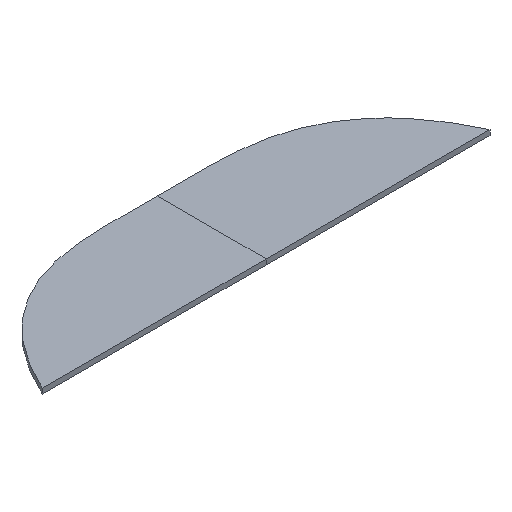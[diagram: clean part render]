
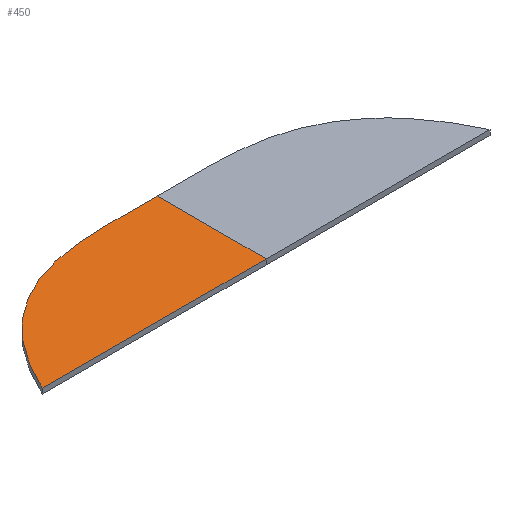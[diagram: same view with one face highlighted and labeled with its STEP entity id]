
A CAD part, isometric view. The second image highlights one B-rep face of the part: STEP entity #450.
In plain terms, the highlighted planar face has unit normal (0, 0, 1).
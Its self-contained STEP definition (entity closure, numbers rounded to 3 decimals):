
#42=CARTESIAN_POINT('',(-19.798,42.,2.));
#43=VERTEX_POINT('',#42);
#50=CARTESIAN_POINT('',(0.,42.,2.));
#51=VERTEX_POINT('',#50);
#52=CARTESIAN_POINT('',(0.,42.,2.));
#53=DIRECTION('',(-1.,0.,0.));
#54=VECTOR('',#53,19.798);
#55=LINE('',#52,#54);
#56=EDGE_CURVE('',#51,#43,#55,.T.);
#81=CARTESIAN_POINT('',(0.,0.,2.));
#82=VERTEX_POINT('',#81);
#83=CARTESIAN_POINT('',(0.,0.,2.));
#84=DIRECTION('',(0.,1.,0.));
#85=VECTOR('',#84,42.);
#86=LINE('',#83,#85);
#87=EDGE_CURVE('',#82,#51,#86,.T.);
#112=CARTESIAN_POINT('',(-86.332,-0.,2.));
#113=VERTEX_POINT('',#112);
#114=CARTESIAN_POINT('',(0.,0.,2.));
#115=DIRECTION('',(-1.,0.,0.));
#116=VECTOR('',#115,86.332);
#117=LINE('',#114,#116);
#118=EDGE_CURVE('',#82,#113,#117,.T.);
#205=CARTESIAN_POINT('',(-66.542,27.326,2.));
#206=VERTEX_POINT('',#205);
#207=CARTESIAN_POINT('',(-86.332,-0.,2.));
#208=CARTESIAN_POINT('',(-86.032,0.643,2.));
#209=CARTESIAN_POINT('',(-85.733,1.287,2.));
#210=CARTESIAN_POINT('',(-85.426,1.926,2.));
#211=CARTESIAN_POINT('',(-85.118,2.566,2.));
#212=CARTESIAN_POINT('',(-84.805,3.202,2.));
#213=CARTESIAN_POINT('',(-84.484,3.835,2.));
#214=CARTESIAN_POINT('',(-83.842,5.101,2.));
#215=CARTESIAN_POINT('',(-83.174,6.352,2.));
#216=CARTESIAN_POINT('',(-82.476,7.587,2.));
#217=CARTESIAN_POINT('',(-81.082,10.056,2.));
#218=CARTESIAN_POINT('',(-79.569,12.463,2.));
#219=CARTESIAN_POINT('',(-77.931,14.777,2.));
#220=CARTESIAN_POINT('',(-77.112,15.934,2.));
#221=CARTESIAN_POINT('',(-76.26,17.07,2.));
#222=CARTESIAN_POINT('',(-75.376,18.179,2.));
#223=CARTESIAN_POINT('',(-74.491,19.288,2.));
#224=CARTESIAN_POINT('',(-73.576,20.368,2.));
#225=CARTESIAN_POINT('',(-72.629,21.417,2.));
#226=CARTESIAN_POINT('',(-70.734,23.515,2.));
#227=CARTESIAN_POINT('',(-68.711,25.49,2.));
#228=CARTESIAN_POINT('',(-66.542,27.326,2.));
#229=B_SPLINE_CURVE_WITH_KNOTS('',3,(#207,#208,#209,#210,#211,#212,#213,#214,#215,#216,#217,#218,#219,#220,#221,#222,#223,#224,#225,#226,#227,#228),.UNSPECIFIED.,.F.,.F.,(4,3,3,3,3,3,3,4),(0.,0.002,0.004,0.009,0.017,0.021,0.026,0.034),.UNSPECIFIED.);
#230=EDGE_CURVE('',#113,#206,#229,.T.);
#391=CARTESIAN_POINT('',(-66.542,27.326,2.));
#392=CARTESIAN_POINT('',(-65.742,28.004,2.));
#393=CARTESIAN_POINT('',(-64.925,28.66,2.));
#394=CARTESIAN_POINT('',(-64.091,29.294,2.));
#395=CARTESIAN_POINT('',(-63.256,29.928,2.));
#396=CARTESIAN_POINT('',(-62.405,30.54,2.));
#397=CARTESIAN_POINT('',(-61.541,31.126,2.));
#398=CARTESIAN_POINT('',(-59.814,32.298,2.));
#399=CARTESIAN_POINT('',(-58.034,33.37,2.));
#400=CARTESIAN_POINT('',(-56.201,34.343,2.));
#401=CARTESIAN_POINT('',(-54.368,35.316,2.));
#402=CARTESIAN_POINT('',(-52.483,36.189,2.));
#403=CARTESIAN_POINT('',(-50.545,36.965,2.));
#404=CARTESIAN_POINT('',(-50.061,37.158,2.));
#405=CARTESIAN_POINT('',(-49.573,37.346,2.));
#406=CARTESIAN_POINT('',(-49.082,37.528,2.));
#407=CARTESIAN_POINT('',(-48.591,37.709,2.));
#408=CARTESIAN_POINT('',(-48.097,37.885,2.));
#409=CARTESIAN_POINT('',(-47.602,38.054,2.));
#410=CARTESIAN_POINT('',(-46.611,38.392,2.));
#411=CARTESIAN_POINT('',(-45.613,38.704,2.));
#412=CARTESIAN_POINT('',(-44.609,38.991,2.));
#413=CARTESIAN_POINT('',(-42.601,39.565,2.));
#414=CARTESIAN_POINT('',(-40.567,40.039,2.));
#415=CARTESIAN_POINT('',(-38.511,40.426,2.));
#416=CARTESIAN_POINT('',(-37.483,40.619,2.));
#417=CARTESIAN_POINT('',(-36.448,40.791,2.));
#418=CARTESIAN_POINT('',(-35.413,40.942,2.));
#419=CARTESIAN_POINT('',(-34.379,41.092,2.));
#420=CARTESIAN_POINT('',(-33.342,41.222,2.));
#421=CARTESIAN_POINT('',(-32.304,41.335,2.));
#422=CARTESIAN_POINT('',(-31.266,41.448,2.));
#423=CARTESIAN_POINT('',(-30.227,41.543,2.));
#424=CARTESIAN_POINT('',(-29.187,41.624,2.));
#425=CARTESIAN_POINT('',(-28.147,41.705,2.));
#426=CARTESIAN_POINT('',(-27.106,41.773,2.));
#427=CARTESIAN_POINT('',(-26.063,41.826,2.));
#428=CARTESIAN_POINT('',(-23.979,41.934,2.));
#429=CARTESIAN_POINT('',(-21.889,41.981,2.));
#430=CARTESIAN_POINT('',(-19.798,42.,2.));
#431=B_SPLINE_CURVE_WITH_KNOTS('',3,(#391,#392,#393,#394,#395,#396,#397,#398,#399,#400,#401,#402,#403,#404,#405,#406,#407,#408,#409,#410,#411,#412,#413,#414,#415,#416,
#417,#418,#419,#420,#421,#422,#423,#424,#425,#426,#427,#428,#429,#430),.UNSPECIFIED.,.F.,.F.,(4,3,3,3,3,3,3,3,3,3,3,3,3,4),(0.,0.003,0.006,0.013,0.019,0.02,0.022,0.025,0.031,0.035,0.038,0.041,0.044,0.05),.UNSPECIFIED.);
#432=EDGE_CURVE('',#206,#43,#431,.T.);
#438=CARTESIAN_POINT('',(0.,0.,2.));
#439=DIRECTION('',(0.,0.,1.));
#440=DIRECTION('',(-1.,0.,0.));
#441=AXIS2_PLACEMENT_3D('',#438,#439,#440);
#442=PLANE('',#441);
#443=ORIENTED_EDGE('',*,*,#56,.T.);
#444=ORIENTED_EDGE('',*,*,#432,.F.);
#445=ORIENTED_EDGE('',*,*,#230,.F.);
#446=ORIENTED_EDGE('',*,*,#118,.F.);
#447=ORIENTED_EDGE('',*,*,#87,.T.);
#448=EDGE_LOOP('',(#443,#444,#445,#446,#447));
#449=FACE_BOUND('',#448,.T.);
#450=ADVANCED_FACE('',(#449),#442,.T.);
